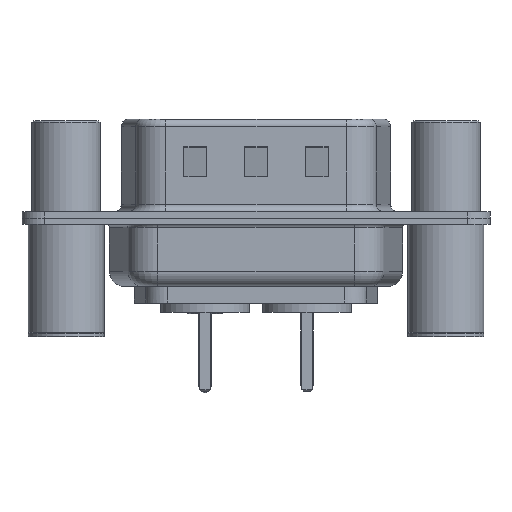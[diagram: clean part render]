
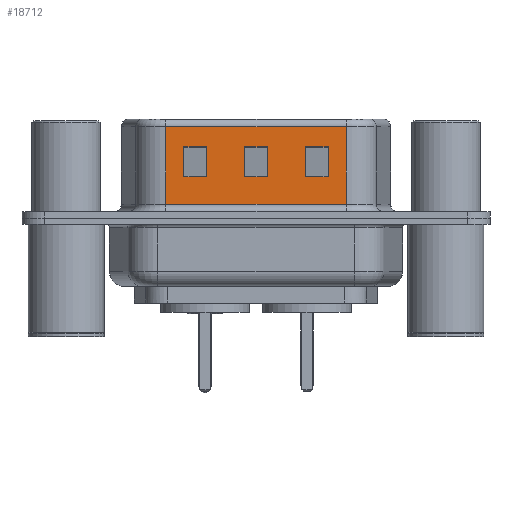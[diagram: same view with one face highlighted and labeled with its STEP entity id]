
A CAD part, front view. The second image highlights one B-rep face of the part: STEP entity #18712.
In plain terms, the highlighted planar face has unit normal (0, -1, 0).
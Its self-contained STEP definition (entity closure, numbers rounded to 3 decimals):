
#2 = ORIENTED_EDGE ( 'NONE', *, *, #3749, .F. ) ;
#209 = VECTOR ( 'NONE', #16748, 1000. ) ;
#281 = EDGE_LOOP ( 'NONE', ( #6743, #4293, #11568, #312 ) ) ;
#312 = ORIENTED_EDGE ( 'NONE', *, *, #9615, .T. ) ;
#353 = VERTEX_POINT ( 'NONE', #19268 ) ;
#504 = EDGE_CURVE ( 'NONE', #5286, #13875, #16462, .T. ) ;
#580 = CARTESIAN_POINT ( 'NONE',  ( 18.45, -4.58, 6.52 ) ) ;
#793 = AXIS2_PLACEMENT_3D ( 'NONE', #1603, #6126, #19733 ) ;
#808 = EDGE_CURVE ( 'NONE', #19942, #21695, #6752, .T. ) ;
#813 = DIRECTION ( 'NONE',  ( -1., 0., 0. ) ) ;
#902 = ORIENTED_EDGE ( 'NONE', *, *, #18034, .T. ) ;
#962 = VECTOR ( 'NONE', #10951, 1000. ) ;
#977 = EDGE_LOOP ( 'NONE', ( #9685, #3358, #9138, #6856 ) ) ;
#1032 = CARTESIAN_POINT ( 'NONE',  ( 15.75, -4.58, 2.705 ) ) ;
#1078 = DIRECTION ( 'NONE',  ( 0., 0., 1. ) ) ;
#1467 = DIRECTION ( 'NONE',  ( -1., 0., 0. ) ) ;
#1486 = CARTESIAN_POINT ( 'NONE',  ( 17.25, -4.58, 2.705 ) ) ;
#1503 = EDGE_CURVE ( 'NONE', #21695, #17544, #21622, .T. ) ;
#1603 = CARTESIAN_POINT ( 'NONE',  ( 18.45, -4.58, 6.52 ) ) ;
#1741 = VECTOR ( 'NONE', #6153, 1000. ) ;
#2299 = EDGE_CURVE ( 'NONE', #14664, #22087, #9365, .T. ) ;
#2305 = DIRECTION ( 'NONE',  ( -1., 0., 0. ) ) ;
#2345 = DIRECTION ( 'NONE',  ( 0., 0., -1. ) ) ;
#2367 = CARTESIAN_POINT ( 'NONE',  ( 11.75, -4.58, 4.705 ) ) ;
#2847 = VERTEX_POINT ( 'NONE', #1486 ) ;
#3064 = FACE_BOUND ( 'NONE', #281, .T. ) ;
#3358 = ORIENTED_EDGE ( 'NONE', *, *, #17216, .T. ) ;
#3416 = CARTESIAN_POINT ( 'NONE',  ( 14.45, -4.58, 2.705 ) ) ;
#3610 = VECTOR ( 'NONE', #10196, 1000. ) ;
#3739 = VECTOR ( 'NONE', #1467, 1000. ) ;
#3749 = EDGE_CURVE ( 'NONE', #19942, #3771, #8432, .T. ) ;
#3771 = VERTEX_POINT ( 'NONE', #20268 ) ;
#3982 = CARTESIAN_POINT ( 'NONE',  ( 9.25, -4.58, 6.52 ) ) ;
#4074 = ORIENTED_EDGE ( 'NONE', *, *, #7593, .T. ) ;
#4134 = PLANE ( 'NONE',  #793 ) ;
#4163 = ORIENTED_EDGE ( 'NONE', *, *, #12718, .T. ) ;
#4293 = ORIENTED_EDGE ( 'NONE', *, *, #504, .T. ) ;
#4552 = CARTESIAN_POINT ( 'NONE',  ( 13.25, -4.58, 6.52 ) ) ;
#4590 = EDGE_LOOP ( 'NONE', ( #2, #18264, #21399, #23696 ) ) ;
#4681 = DIRECTION ( 'NONE',  ( 0., 0., -1. ) ) ;
#4921 = CARTESIAN_POINT ( 'NONE',  ( 6.55, -4.58, 6.52 ) ) ;
#5286 = VERTEX_POINT ( 'NONE', #13952 ) ;
#5461 = LINE ( 'NONE', #19462, #209 ) ;
#6126 = DIRECTION ( 'NONE',  ( 0., 1., 0. ) ) ;
#6153 = DIRECTION ( 'NONE',  ( 1., 0., 0. ) ) ;
#6170 = CARTESIAN_POINT ( 'NONE',  ( 7.75, -4.58, 4.705 ) ) ;
#6488 = VECTOR ( 'NONE', #2305, 1000. ) ;
#6539 = VERTEX_POINT ( 'NONE', #21445 ) ;
#6743 = ORIENTED_EDGE ( 'NONE', *, *, #21911, .T. ) ;
#6752 = LINE ( 'NONE', #15472, #7371 ) ;
#6856 = ORIENTED_EDGE ( 'NONE', *, *, #2299, .T. ) ;
#6958 = LINE ( 'NONE', #17836, #1741 ) ;
#7100 = LINE ( 'NONE', #15994, #6488 ) ;
#7104 = EDGE_CURVE ( 'NONE', #13875, #6539, #11283, .T. ) ;
#7371 = VECTOR ( 'NONE', #813, 1000. ) ;
#7593 = EDGE_CURVE ( 'NONE', #9511, #2847, #20053, .T. ) ;
#8316 = LINE ( 'NONE', #3416, #3739 ) ;
#8432 = LINE ( 'NONE', #580, #9003 ) ;
#8526 = LINE ( 'NONE', #20495, #13063 ) ;
#8888 = LINE ( 'NONE', #3982, #24478 ) ;
#9003 = VECTOR ( 'NONE', #2345, 1000. ) ;
#9138 = ORIENTED_EDGE ( 'NONE', *, *, #21071, .T. ) ;
#9332 = CARTESIAN_POINT ( 'NONE',  ( 6.55, -4.58, 6.02 ) ) ;
#9365 = LINE ( 'NONE', #15397, #3610 ) ;
#9511 = VERTEX_POINT ( 'NONE', #14970 ) ;
#9615 = EDGE_CURVE ( 'NONE', #6539, #17533, #20266, .T. ) ;
#9685 = ORIENTED_EDGE ( 'NONE', *, *, #11897, .T. ) ;
#10196 = DIRECTION ( 'NONE',  ( 1., 0., 0. ) ) ;
#10442 = VECTOR ( 'NONE', #11319, 1000. ) ;
#10487 = VERTEX_POINT ( 'NONE', #21548 ) ;
#10951 = DIRECTION ( 'NONE',  ( -1., 0., 0. ) ) ;
#11138 = CARTESIAN_POINT ( 'NONE',  ( 18.45, -4.58, 2.705 ) ) ;
#11191 = VECTOR ( 'NONE', #21068, 1000. ) ;
#11283 = LINE ( 'NONE', #11138, #962 ) ;
#11319 = DIRECTION ( 'NONE',  ( 0., 0., 1. ) ) ;
#11568 = ORIENTED_EDGE ( 'NONE', *, *, #7104, .T. ) ;
#11595 = DIRECTION ( 'NONE',  ( 0., 0., -1. ) ) ;
#11788 = CARTESIAN_POINT ( 'NONE',  ( 18.45, -4.58, 6.02 ) ) ;
#11897 = EDGE_CURVE ( 'NONE', #22087, #12063, #8888, .T. ) ;
#12063 = VERTEX_POINT ( 'NONE', #12099 ) ;
#12099 = CARTESIAN_POINT ( 'NONE',  ( 9.25, -4.58, 2.705 ) ) ;
#12353 = DIRECTION ( 'NONE',  ( 1., 0., 0. ) ) ;
#12718 = EDGE_CURVE ( 'NONE', #2847, #19537, #7100, .T. ) ;
#12824 = VECTOR ( 'NONE', #25115, 1000. ) ;
#13063 = VECTOR ( 'NONE', #1078, 1000. ) ;
#13419 = FACE_BOUND ( 'NONE', #977, .T. ) ;
#13875 = VERTEX_POINT ( 'NONE', #18155 ) ;
#13952 = CARTESIAN_POINT ( 'NONE',  ( 13.25, -4.58, 4.705 ) ) ;
#14056 = EDGE_CURVE ( 'NONE', #19537, #353, #8526, .T. ) ;
#14664 = VERTEX_POINT ( 'NONE', #6170 ) ;
#14868 = VECTOR ( 'NONE', #4681, 1000. ) ;
#14970 = CARTESIAN_POINT ( 'NONE',  ( 17.25, -4.58, 4.705 ) ) ;
#15397 = CARTESIAN_POINT ( 'NONE',  ( 14.45, -4.58, 4.705 ) ) ;
#15472 = CARTESIAN_POINT ( 'NONE',  ( 18.45, -4.58, 6.02 ) ) ;
#15818 = ORIENTED_EDGE ( 'NONE', *, *, #14056, .T. ) ;
#15994 = CARTESIAN_POINT ( 'NONE',  ( 22.45, -4.58, 2.705 ) ) ;
#16052 = CARTESIAN_POINT ( 'NONE',  ( 6.55, -4.58, 0.9 ) ) ;
#16240 = EDGE_CURVE ( 'NONE', #17544, #3771, #22975, .T. ) ;
#16462 = LINE ( 'NONE', #4552, #11191 ) ;
#16748 = DIRECTION ( 'NONE',  ( 0., 0., 1. ) ) ;
#17216 = EDGE_CURVE ( 'NONE', #12063, #10487, #8316, .T. ) ;
#17533 = VERTEX_POINT ( 'NONE', #2367 ) ;
#17544 = VERTEX_POINT ( 'NONE', #16052 ) ;
#17650 = DIRECTION ( 'NONE',  ( 0., 0., -1. ) ) ;
#17835 = VECTOR ( 'NONE', #12353, 1000. ) ;
#17836 = CARTESIAN_POINT ( 'NONE',  ( 18.45, -4.58, 4.705 ) ) ;
#18034 = EDGE_CURVE ( 'NONE', #353, #9511, #18077, .T. ) ;
#18054 = FACE_BOUND ( 'NONE', #21205, .T. ) ;
#18077 = LINE ( 'NONE', #21158, #12824 ) ;
#18155 = CARTESIAN_POINT ( 'NONE',  ( 13.25, -4.58, 2.705 ) ) ;
#18264 = ORIENTED_EDGE ( 'NONE', *, *, #808, .T. ) ;
#18712 = ADVANCED_FACE ( 'NONE', ( #13419, #18054, #3064, #23204 ), #4134, .F. ) ;
#19268 = CARTESIAN_POINT ( 'NONE',  ( 15.75, -4.58, 4.705 ) ) ;
#19462 = CARTESIAN_POINT ( 'NONE',  ( 7.75, -4.58, 6.52 ) ) ;
#19537 = VERTEX_POINT ( 'NONE', #1032 ) ;
#19733 = DIRECTION ( 'NONE',  ( 0., 0., 1. ) ) ;
#19942 = VERTEX_POINT ( 'NONE', #11788 ) ;
#20053 = LINE ( 'NONE', #20160, #14868 ) ;
#20160 = CARTESIAN_POINT ( 'NONE',  ( 17.25, -4.58, 6.52 ) ) ;
#20266 = LINE ( 'NONE', #23056, #10442 ) ;
#20268 = CARTESIAN_POINT ( 'NONE',  ( 18.45, -4.58, 0.9 ) ) ;
#20495 = CARTESIAN_POINT ( 'NONE',  ( 15.75, -4.58, 6.52 ) ) ;
#20982 = VECTOR ( 'NONE', #11595, 1000. ) ;
#21068 = DIRECTION ( 'NONE',  ( 0., 0., -1. ) ) ;
#21071 = EDGE_CURVE ( 'NONE', #10487, #14664, #5461, .T. ) ;
#21158 = CARTESIAN_POINT ( 'NONE',  ( 22.45, -4.58, 4.705 ) ) ;
#21205 = EDGE_LOOP ( 'NONE', ( #4074, #4163, #15818, #902 ) ) ;
#21399 = ORIENTED_EDGE ( 'NONE', *, *, #1503, .T. ) ;
#21445 = CARTESIAN_POINT ( 'NONE',  ( 11.75, -4.58, 2.705 ) ) ;
#21548 = CARTESIAN_POINT ( 'NONE',  ( 7.75, -4.58, 2.705 ) ) ;
#21622 = LINE ( 'NONE', #4921, #20982 ) ;
#21695 = VERTEX_POINT ( 'NONE', #9332 ) ;
#21911 = EDGE_CURVE ( 'NONE', #17533, #5286, #6958, .T. ) ;
#22087 = VERTEX_POINT ( 'NONE', #23916 ) ;
#22122 = CARTESIAN_POINT ( 'NONE',  ( 18.45, -4.58, 0.9 ) ) ;
#22975 = LINE ( 'NONE', #22122, #17835 ) ;
#23056 = CARTESIAN_POINT ( 'NONE',  ( 11.75, -4.58, 6.52 ) ) ;
#23204 = FACE_OUTER_BOUND ( 'NONE', #4590, .T. ) ;
#23696 = ORIENTED_EDGE ( 'NONE', *, *, #16240, .T. ) ;
#23916 = CARTESIAN_POINT ( 'NONE',  ( 9.25, -4.58, 4.705 ) ) ;
#24478 = VECTOR ( 'NONE', #17650, 1000. ) ;
#25115 = DIRECTION ( 'NONE',  ( 1., 0., 0. ) ) ;
